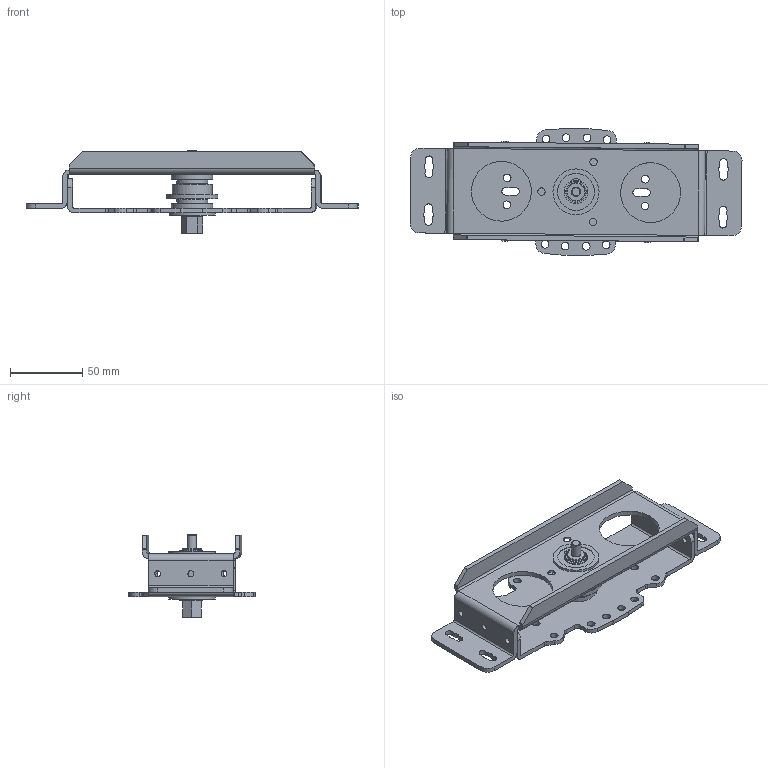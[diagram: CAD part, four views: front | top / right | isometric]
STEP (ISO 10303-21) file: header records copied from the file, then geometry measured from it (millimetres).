
FILE_DESCRIPTION((''),'2;1');
FILE_NAME('ws_steering_module_asm.stp','2009-11-26T22:36:35',('ajlapp'),(''),'Autodesk Inventor 2009','Autodesk Inventor 2009','');
FILE_SCHEMA(('AUTOMOTIVE_DESIGN { 1 0 10303 214 1 1 1 1 }'));
Length unit declared in the file: inch
Products named in the file (8): ws_steering_bracket_asm.iam (LevelofDetail1); ws_pivot_bracket_revc; ws_steering_bracket_bottom_revB; 16t_ws_globe_gear; brf-08; ws_steering_drive_shaft; ws_steering_sprocket_spacer; snap_ring_97633A200
Assembly tree (10 placements, depth 2):
  ws_steering_bracket_asm.iam (LevelofDetail1)
    ws_pivot_bracket_revc
    ws_steering_bracket_bottom_revB
    16t_ws_globe_gear
    brf-08  x2
    ws_steering_drive_shaft
    ws_steering_sprocket_spacer  x2
    snap_ring_97633A200  x2
Bounding box: 229 x 87.63 x 57.23 mm (x, y, z)
Volume: 117043.7 mm3; surface area: 80062.9 mm2
Topology: 10 solids, 10 shells, 312 faces, 801 edges, 525 vertices
Faces by surface type: plane 146, cylinder 136, bspline 20, cone 10
Full cylindrical faces by diameter (mm): 1.194 x4, 5.334 x16, 6.35 x1, 11.887 x2, 12.7 x4, 13.005 x2, 16.256 x4, 21.336 x2, 25.4 x4, 27.622 x1, 28.575 x3, 31.75 x2, 35.306 x1, 41.275 x2
Entity records: 8898 total; most frequent: CARTESIAN_POINT 1750, DIRECTION 1482, ORIENTED_EDGE 1304, EDGE_CURVE 652, AXIS2_PLACEMENT_3D 558, VERTEX_POINT 466, EDGE_LOOP 440, VECTOR 366
